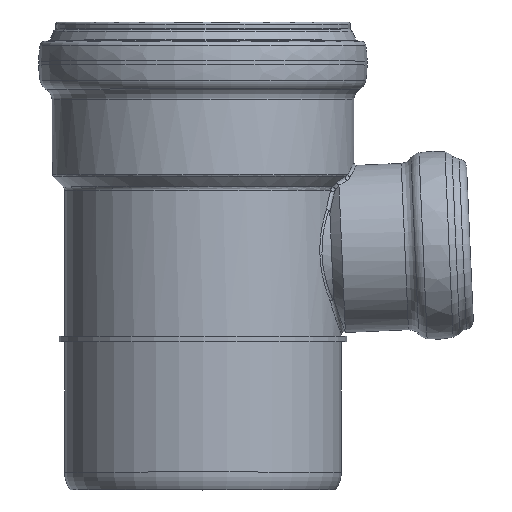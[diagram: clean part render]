
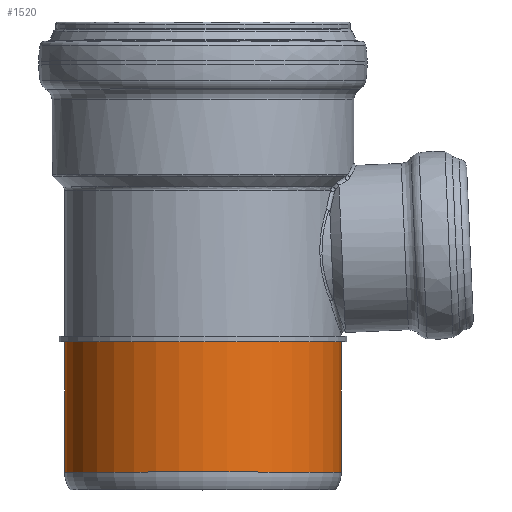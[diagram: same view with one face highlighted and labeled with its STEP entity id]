
A CAD part, top view. The second image highlights one B-rep face of the part: STEP entity #1520.
In plain terms, the highlighted cylindrical face has radius 55.2 mm (diameter 110.4 mm), a full revolution.
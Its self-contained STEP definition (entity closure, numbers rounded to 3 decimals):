
#107=CYLINDRICAL_SURFACE('',#1703,55.2);
#128=LINE('',#3726,#155);
#155=VECTOR('',#2087,55.2);
#233=FACE_OUTER_BOUND('',#322,.T.);
#322=EDGE_LOOP('',(#1233,#1234,#1235,#1236,#1237));
#446=CIRCLE('',#1700,55.2);
#448=CIRCLE('',#1702,55.2);
#449=CIRCLE('',#1704,55.2);
#629=VERTEX_POINT('',#3718);
#630=VERTEX_POINT('',#3719);
#631=VERTEX_POINT('',#3724);
#845=EDGE_CURVE('',#629,#630,#446,.T.);
#847=EDGE_CURVE('',#630,#629,#448,.T.);
#848=EDGE_CURVE('',#631,#631,#449,.T.);
#849=EDGE_CURVE('',#631,#630,#128,.T.);
#1233=ORIENTED_EDGE('',*,*,#848,.F.);
#1234=ORIENTED_EDGE('',*,*,#849,.T.);
#1235=ORIENTED_EDGE('',*,*,#847,.T.);
#1236=ORIENTED_EDGE('',*,*,#845,.T.);
#1237=ORIENTED_EDGE('',*,*,#849,.F.);
#1520=ADVANCED_FACE('',(#233),#107,.T.);
#1700=AXIS2_PLACEMENT_3D('',#3720,#2077,#2078);
#1702=AXIS2_PLACEMENT_3D('',#3722,#2081,#2082);
#1703=AXIS2_PLACEMENT_3D('',#3723,#2083,#2084);
#1704=AXIS2_PLACEMENT_3D('',#3725,#2085,#2086);
#2077=DIRECTION('center_axis',(0.,1.,0.));
#2078=DIRECTION('ref_axis',(1.,0.,0.));
#2081=DIRECTION('center_axis',(0.,1.,0.));
#2082=DIRECTION('ref_axis',(1.,0.,0.));
#2083=DIRECTION('center_axis',(0.,1.,0.));
#2084=DIRECTION('ref_axis',(-1.,0.,0.));
#2085=DIRECTION('center_axis',(0.,1.,0.));
#2086=DIRECTION('ref_axis',(1.,0.,0.));
#2087=DIRECTION('',(0.,-1.,0.));
#3718=CARTESIAN_POINT('',(0.,7.,-55.2));
#3719=CARTESIAN_POINT('',(55.2,7.,0.));
#3720=CARTESIAN_POINT('Origin',(0.,7.,0.));
#3722=CARTESIAN_POINT('Origin',(0.,7.,0.));
#3723=CARTESIAN_POINT('Origin',(0.,33.,0.));
#3724=CARTESIAN_POINT('',(55.2,59.,0.));
#3725=CARTESIAN_POINT('Origin',(0.,59.,0.));
#3726=CARTESIAN_POINT('',(55.2,33.,0.));
